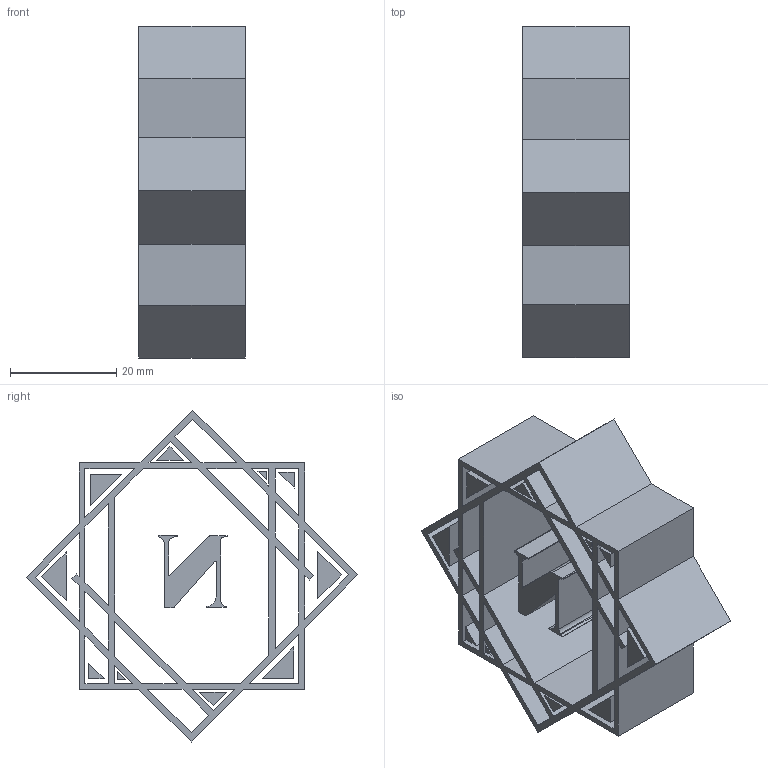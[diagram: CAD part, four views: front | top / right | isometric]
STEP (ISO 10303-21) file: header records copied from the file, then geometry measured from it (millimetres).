
FILE_DESCRIPTION(('CATIA V5 STEP Exchange'),'2;1');
FILE_NAME('N _ Final _ LOGO.stp','2025-02-10T12:53:41+00:00',('none'),('none'),'CATIA Version 5 Release 20 GA (IN-10)','CATIA V5 STEP AP203','none');
FILE_SCHEMA(('CONFIG_CONTROL_DESIGN'));
Length unit declared in the file: millimetre
Products named in the file (1): Part3
Bounding box: 20 x 62.56 x 62.56 mm (x, y, z)
Volume: 14242.1 mm3; surface area: 22848.6 mm2
Topology: 12 solids, 12 shells, 190 faces, 498 edges, 332 vertices
Faces by surface type: plane 165, cylinder 25
Entity records: 5353 total; most frequent: ORIENTED_EDGE 996, CARTESIAN_POINT 928, DIRECTION 692, EDGE_CURVE 498, VECTOR 448, LINE 448, VERTEX_POINT 332, EDGE_LOOP 228
